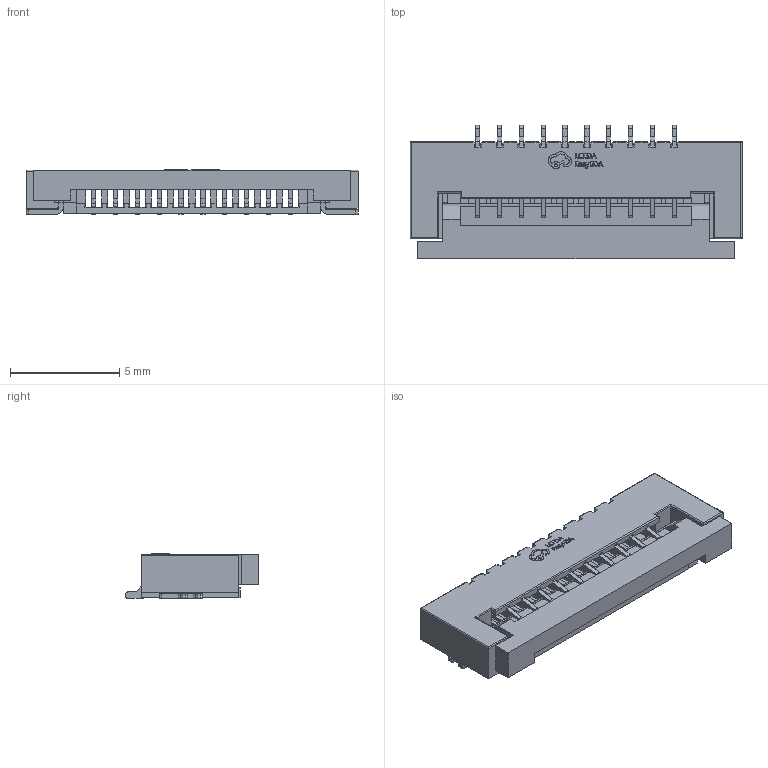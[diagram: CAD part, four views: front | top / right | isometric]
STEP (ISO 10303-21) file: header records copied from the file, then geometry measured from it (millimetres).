
FILE_DESCRIPTION (( 'STEP AP214' ), '1' );
FILE_NAME ('FPC-SMD_10P-P1.00_BOSSIE_BX-FPC1.0-2H10PX.STEP', '2024-01-23T14:07:09', ( '' ), ( '' ), 'SwSTEP 2.0', 'SolidWorks 2020', '' );
FILE_SCHEMA (( 'AUTOMOTIVE_DESIGN' ));
Length unit declared in the file: millimetre
Products named in the file (1): FPC-SMD_10P-P1.00_BOSSIE_BX-FPC1.0-2H10PX
Bounding box: 15.2 x 6.1 x 2.03 mm (x, y, z)
Volume: 89.3 mm3; surface area: 522.9 mm2
Topology: 14 solids, 14 shells, 806 faces, 2231 edges, 1454 vertices
Faces by surface type: plane 556, cylinder 152, bspline 98
Entity records: 34842 total; most frequent: CARTESIAN_POINT 6014, ORIENTED_EDGE 4462, DIRECTION 3537, EDGE_CURVE 2231, VECTOR 1799, LINE 1799, VERTEX_POINT 1454, AXIS2_PLACEMENT_3D 869
